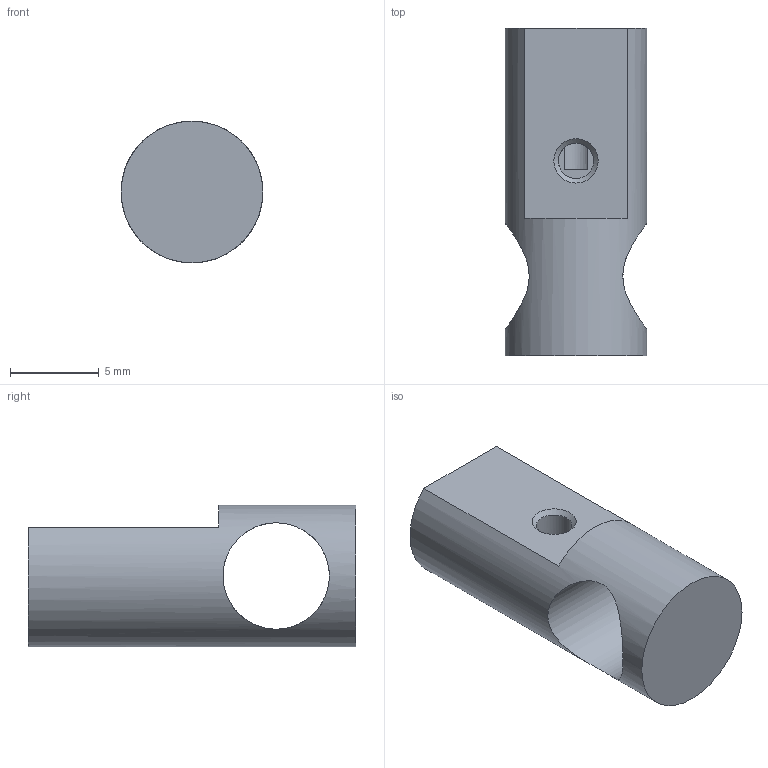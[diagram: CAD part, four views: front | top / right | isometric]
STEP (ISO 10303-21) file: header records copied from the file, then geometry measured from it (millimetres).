
FILE_DESCRIPTION(/* description */ (''),/* implementation_level */ '2;1');
FILE_NAME(/* name */ 'Hotend Brass Insert.step',/* time_stamp */ '2022-05-18T19:31:26-04:00',/* author */ (''),/* organization */ (''),/* preprocessor_version */ 'ST-DEVELOPER v18.1',/* originating_system */ 'Autodesk Translation Framework v10.14.0.1471',/* authorisation */ '');
FILE_SCHEMA (('AUTOMOTIVE_DESIGN { 1 0 10303 214 3 1 1 }'));
Length unit declared in the file: millimetre
Products named in the file (1): Hotend Brass Insert
Bounding box: 8 x 18.5 x 8 mm (x, y, z)
Volume: 634.7 mm3; surface area: 680 mm2
Topology: 1 solids, 1 shells, 17 faces, 42 edges, 26 vertices
Faces by surface type: plane 8, cylinder 7, cone 2
Full cylindrical faces by diameter (mm): 2 x2, 6 x1, 8 x1
Entity records: 631 total; most frequent: CARTESIAN_POINT 171, DIRECTION 93, ORIENTED_EDGE 84, EDGE_CURVE 42, AXIS2_PLACEMENT_3D 38, VERTEX_POINT 26, EDGE_LOOP 20, FACE_OUTER_BOUND 17
